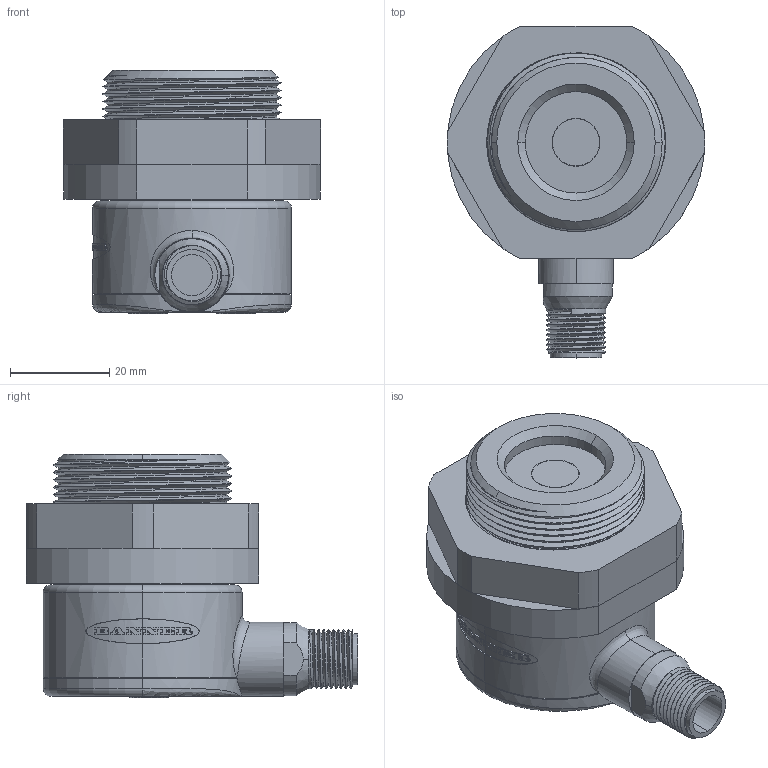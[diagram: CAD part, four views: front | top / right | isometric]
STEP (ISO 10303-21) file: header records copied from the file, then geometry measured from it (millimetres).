
FILE_DESCRIPTION((''),'2;1');
FILE_NAME('188688_ASM','2016-01-14T',('pdmadmin'),(''),'PRO/ENGINEER BY PARAMETRIC TECHNOLOGY CORPORATION, 2013230','PRO/ENGINEER BY PARAMETRIC TECHNOLOGY CORPORATION, 2013230','');
FILE_SCHEMA(('CONFIG_CONTROL_DESIGN'));
Products named in the file (15): 63232; 53061; 53064_CERAMIC; 53064_ASM; 70683_ASM; 33185_AF0; 41089_AF0; 56044_AF0_ASM; 53886; 53888; 55963_ASM; 69966; 119872; 119874; 188688_ASM
Assembly tree (14 placements, depth 4):
  188688_ASM
    70683_ASM
      63232
      53064_ASM
        53061
        53064_CERAMIC
    56044_AF0_ASM
      33185_AF0
      41089_AF0
    55963_ASM
      53886
      53888
    69966
    119872
    119874
Bounding box: 51.98 x 66.97 x 49.12 mm (x, y, z)
Volume: 38896.5 mm3; surface area: 47201.3 mm2
Topology: 10 solids, 11 shells, 780 faces, 2011 edges, 1314 vertices
Faces by surface type: cylinder 421, plane 249, bspline 58, torus 25, cone 24, extrusion 2, sphere 1
Entity records: 43148 total; most frequent: CARTESIAN_POINT 24632, ORIENTED_EDGE 4010, DIRECTION 3442, EDGE_CURVE 2007, VERTEX_POINT 1314, AXIS2_PLACEMENT_3D 1303, EDGE_LOOP 872, VECTOR 836
